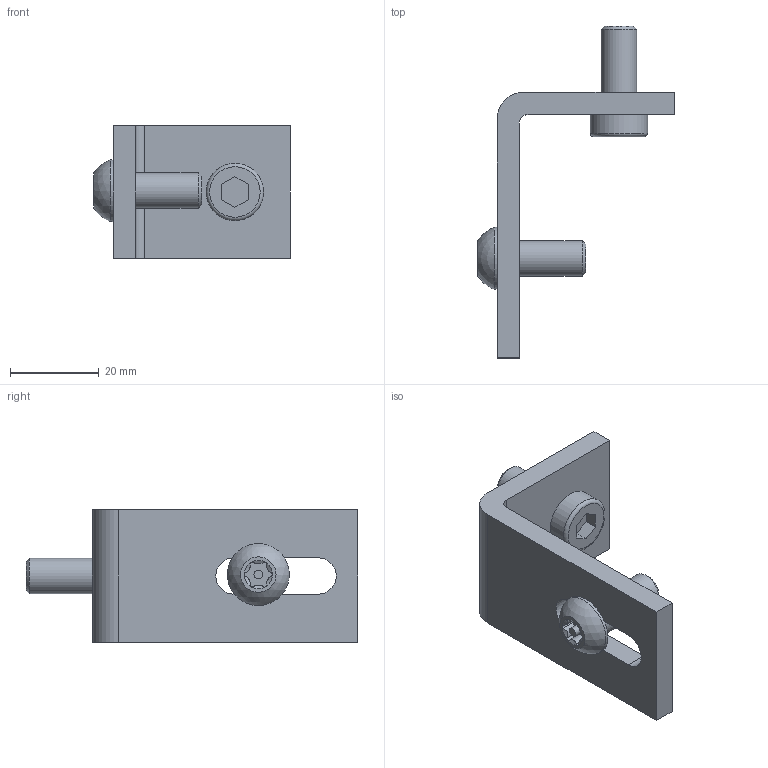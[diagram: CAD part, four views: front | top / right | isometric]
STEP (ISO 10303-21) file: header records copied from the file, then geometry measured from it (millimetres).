
FILE_DESCRIPTION(/* description */ (''),/* implementation_level */ '2;1');
FILE_NAME(/* name */ '41-420-2.stp',/* time_stamp */ '2021-03-24T13:10:38-04:00',/* author */ ('jmurphy'),/* organization */ (''),/* preprocessor_version */ 'ST-DEVELOPER v18.1',/* originating_system */ 'AutoCAD Mechanical',/* authorisation */ '');
FILE_SCHEMA (('AUTOMOTIVE_DESIGN { 1 0 10303 214 3 1 1 }'));
Length unit declared in the file: millimetre
Products named in the file (2): Product; M8X20LHSCS-0
Assembly tree (1 placements, depth 2):
  Product
    M8X20LHSCS-0
Bounding box: 44.4 x 75 x 30 mm (x, y, z)
Volume: 15745 mm3; surface area: 8742.1 mm2
Topology: 3 solids, 3 shells, 57 faces, 134 edges, 89 vertices
Faces by surface type: plane 25, cylinder 22, cone 8, torus 1, sphere 1
Full cylindrical faces by diameter (mm): 2 x1, 8 x2, 8.2 x1, 13 x1, 14 x1
Entity records: 1899 total; most frequent: CARTESIAN_POINT 517, DIRECTION 286, ORIENTED_EDGE 268, EDGE_CURVE 134, AXIS2_PLACEMENT_3D 110, VERTEX_POINT 89, EDGE_LOOP 67, LINE 66
